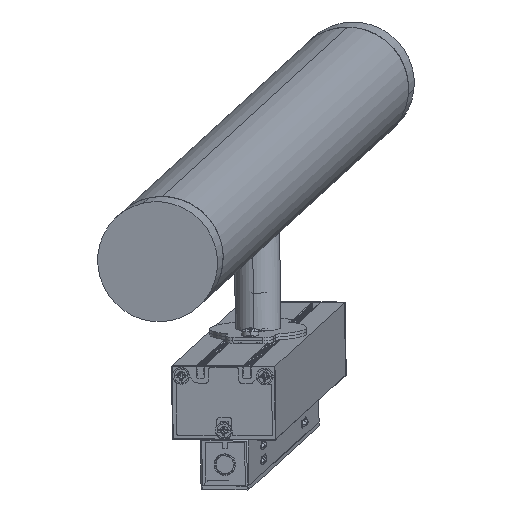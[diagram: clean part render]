
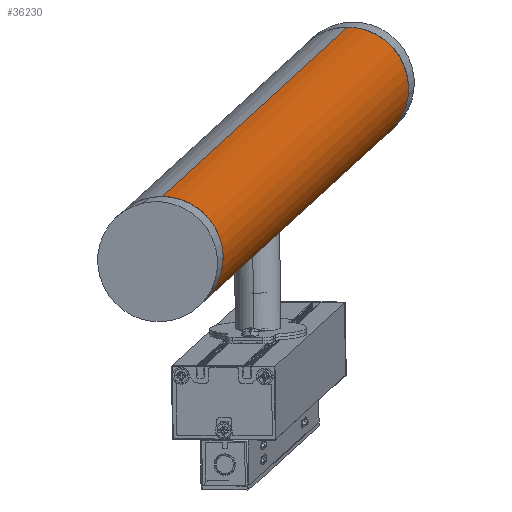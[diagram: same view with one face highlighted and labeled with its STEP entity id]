
A CAD part, left-side view. The second image highlights one B-rep face of the part: STEP entity #36230.
In plain terms, the highlighted cylindrical face has radius 20 mm (diameter 40 mm), a partial arc.
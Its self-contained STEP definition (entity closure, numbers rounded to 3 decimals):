
#3715 = EDGE_CURVE ( 'NONE', #7186, #54799, #47978, .T. ) ;
#3915 = CARTESIAN_POINT ( 'NONE',  ( 19.375, 4.959, 204.34 ) ) ;
#4287 = CARTESIAN_POINT ( 'NONE',  ( 19.96, 1.303, 209.838 ) ) ;
#4451 = CYLINDRICAL_SURFACE ( 'NONE', #43878, 20. ) ;
#5022 = CARTESIAN_POINT ( 'NONE',  ( 19.879, 2.218, 200.507 ) ) ;
#5419 = CARTESIAN_POINT ( 'NONE',  ( 19.524, 4.34, 207.505 ) ) ;
#5757 = LINE ( 'NONE', #68632, #13824 ) ;
#7186 = VERTEX_POINT ( 'NONE', #39359 ) ;
#7223 = ORIENTED_EDGE ( 'NONE', *, *, #14356, .T. ) ;
#7741 = B_SPLINE_CURVE_WITH_KNOTS ( 'NONE', 3,
 ( #38808, #56965, #73899, #39191, #67549, #5022, #62257, #74284, #34237, #44140, #68279, #45247, #67183, #39560, #50545, #55830, #3915, #28145, #61520, #9615, #33858, #32727, #57335, #51268, #5419, #22516, #27033, #50193, #21395, #15702, #33106, #56211, #4287, #73553, #21765, #74635 ),
 .UNSPECIFIED., .F., .F.,
 ( 4, 2, 2, 2, 2, 2, 2, 2, 2, 2, 2, 2, 2, 2, 2, 2, 2, 4 ),
 ( 0.016, 0.017, 0.018, 0.019, 0.02, 0.021, 0.022, 0.023, 0.023, 0.024, 0.025, 0.026, 0.026, 0.027, 0.028, 0.029, 0.03, 0.031 ),
 .UNSPECIFIED. ) ;
#8276 = AXIS2_PLACEMENT_3D ( 'NONE', #9716, #60892, #20763 ) ;
#8619 = EDGE_CURVE ( 'NONE', #10054, #44669, #7741, .T. ) ;
#9615 = CARTESIAN_POINT ( 'NONE',  ( 19.365, 5., 205.328 ) ) ;
#9716 = CARTESIAN_POINT ( 'NONE',  ( 0., 0., 9. ) ) ;
#10054 = VERTEX_POINT ( 'NONE', #45450 ) ;
#12589 = CARTESIAN_POINT ( 'NONE',  ( -20., 0., 401. ) ) ;
#12888 = ORIENTED_EDGE ( 'NONE', *, *, #8619, .F. ) ;
#13797 = CARTESIAN_POINT ( 'NONE',  ( 20., 0., 9. ) ) ;
#13824 = VECTOR ( 'NONE', #57668, 1000. ) ;
#14356 = EDGE_CURVE ( 'NONE', #7186, #44669, #53894, .T. ) ;
#14771 = VECTOR ( 'NONE', #44058, 1000. ) ;
#15702 = CARTESIAN_POINT ( 'NONE',  ( 19.844, 2.51, 209.337 ) ) ;
#19266 = CIRCLE ( 'NONE', #8276, 20. ) ;
#20212 = AXIS2_PLACEMENT_3D ( 'NONE', #40798, #20321, #49833 ) ;
#20321 = DIRECTION ( 'NONE',  ( 0., 0., 1. ) ) ;
#20763 = DIRECTION ( 'NONE',  ( -1., 0., 0. ) ) ;
#20942 = CARTESIAN_POINT ( 'NONE',  ( 20., 0., 410. ) ) ;
#21395 = CARTESIAN_POINT ( 'NONE',  ( 19.767, 3.055, 208.972 ) ) ;
#21765 = CARTESIAN_POINT ( 'NONE',  ( 20., 0.332, 210. ) ) ;
#22516 = CARTESIAN_POINT ( 'NONE',  ( 19.602, 3.975, 208.05 ) ) ;
#25275 = CARTESIAN_POINT ( 'NONE',  ( 20., 0., 210. ) ) ;
#26963 = VERTEX_POINT ( 'NONE', #27709 ) ;
#27033 = CARTESIAN_POINT ( 'NONE',  ( 19.643, 3.767, 208.304 ) ) ;
#27709 = CARTESIAN_POINT ( 'NONE',  ( -20., 0., 9. ) ) ;
#28145 = CARTESIAN_POINT ( 'NONE',  ( 19.367, 4.992, 204.667 ) ) ;
#32727 = CARTESIAN_POINT ( 'NONE',  ( 19.406, 4.84, 206.296 ) ) ;
#33106 = CARTESIAN_POINT ( 'NONE',  ( 19.878, 2.223, 209.49 ) ) ;
#33858 = CARTESIAN_POINT ( 'NONE',  ( 19.373, 4.968, 205.654 ) ) ;
#34237 = CARTESIAN_POINT ( 'NONE',  ( 19.727, 3.304, 201.233 ) ) ;
#35637 = EDGE_CURVE ( 'NONE', #10054, #44373, #5757, .T. ) ;
#36230 = ADVANCED_FACE ( 'NONE', ( #50361 ), #4451, .T. ) ;
#37372 = EDGE_LOOP ( 'NONE', ( #53735, #7223, #12888, #67750, #55506, #54486 ) ) ;
#38808 = CARTESIAN_POINT ( 'NONE',  ( 20., 0., 200. ) ) ;
#39191 = CARTESIAN_POINT ( 'NONE',  ( 19.96, 1.303, 200.161 ) ) ;
#39359 = CARTESIAN_POINT ( 'NONE',  ( 20., 0., 401. ) ) ;
#39560 = CARTESIAN_POINT ( 'NONE',  ( 19.43, 4.743, 203.384 ) ) ;
#40798 = CARTESIAN_POINT ( 'NONE',  ( 0., 0., 401. ) ) ;
#42540 = EDGE_CURVE ( 'NONE', #54799, #26963, #57299, .T. ) ;
#43878 = AXIS2_PLACEMENT_3D ( 'NONE', #68826, #45037, #67727 ) ;
#44058 = DIRECTION ( 'NONE',  ( 0., 0., -1. ) ) ;
#44140 = CARTESIAN_POINT ( 'NONE',  ( 19.644, 3.765, 201.693 ) ) ;
#44373 = VERTEX_POINT ( 'NONE', #13797 ) ;
#44669 = VERTEX_POINT ( 'NONE', #25275 ) ;
#45037 = DIRECTION ( 'NONE',  ( 0., 0., -1. ) ) ;
#45247 = CARTESIAN_POINT ( 'NONE',  ( 19.525, 4.336, 202.489 ) ) ;
#45450 = CARTESIAN_POINT ( 'NONE',  ( 20., 0., 200. ) ) ;
#47978 = CIRCLE ( 'NONE', #20212, 20. ) ;
#49833 = DIRECTION ( 'NONE',  ( 1., 0., 0. ) ) ;
#50193 = CARTESIAN_POINT ( 'NONE',  ( 19.726, 3.308, 208.763 ) ) ;
#50361 = FACE_OUTER_BOUND ( 'NONE', #37372, .T. ) ;
#50545 = CARTESIAN_POINT ( 'NONE',  ( 19.406, 4.839, 203.699 ) ) ;
#50883 = DIRECTION ( 'NONE',  ( 0., 0., -1. ) ) ;
#51268 = CARTESIAN_POINT ( 'NONE',  ( 19.489, 4.493, 207.218 ) ) ;
#53735 = ORIENTED_EDGE ( 'NONE', *, *, #3715, .F. ) ;
#53894 = LINE ( 'NONE', #20942, #14771 ) ;
#54486 = ORIENTED_EDGE ( 'NONE', *, *, #42540, .F. ) ;
#54799 = VERTEX_POINT ( 'NONE', #12589 ) ;
#55506 = ORIENTED_EDGE ( 'NONE', *, *, #70161, .F. ) ;
#55830 = CARTESIAN_POINT ( 'NONE',  ( 19.382, 4.935, 204.179 ) ) ;
#56211 = CARTESIAN_POINT ( 'NONE',  ( 19.936, 1.621, 209.741 ) ) ;
#56915 = VECTOR ( 'NONE', #50883, 1000. ) ;
#56965 = CARTESIAN_POINT ( 'NONE',  ( 20., 0.327, 200. ) ) ;
#57299 = LINE ( 'NONE', #68251, #56915 ) ;
#57335 = CARTESIAN_POINT ( 'NONE',  ( 19.43, 4.743, 206.615 ) ) ;
#57668 = DIRECTION ( 'NONE',  ( 0., 0., -1. ) ) ;
#60892 = DIRECTION ( 'NONE',  ( 0., 0., -1. ) ) ;
#61520 = CARTESIAN_POINT ( 'NONE',  ( 19.365, 5., 204.834 ) ) ;
#62257 = CARTESIAN_POINT ( 'NONE',  ( 19.844, 2.51, 200.663 ) ) ;
#67183 = CARTESIAN_POINT ( 'NONE',  ( 19.49, 4.49, 202.776 ) ) ;
#67549 = CARTESIAN_POINT ( 'NONE',  ( 19.937, 1.615, 200.257 ) ) ;
#67727 = DIRECTION ( 'NONE',  ( -1., 0., 0. ) ) ;
#67750 = ORIENTED_EDGE ( 'NONE', *, *, #35637, .T. ) ;
#68251 = CARTESIAN_POINT ( 'NONE',  ( -20., 0., 410. ) ) ;
#68279 = CARTESIAN_POINT ( 'NONE',  ( 19.602, 3.975, 201.949 ) ) ;
#68632 = CARTESIAN_POINT ( 'NONE',  ( 20., 0., 410. ) ) ;
#68826 = CARTESIAN_POINT ( 'NONE',  ( 0., 0., 410. ) ) ;
#70161 = EDGE_CURVE ( 'NONE', #26963, #44373, #19266, .T. ) ;
#73553 = CARTESIAN_POINT ( 'NONE',  ( 19.992, 0.659, 209.967 ) ) ;
#73899 = CARTESIAN_POINT ( 'NONE',  ( 19.992, 0.653, 200.032 ) ) ;
#74284 = CARTESIAN_POINT ( 'NONE',  ( 19.768, 3.053, 201.027 ) ) ;
#74635 = CARTESIAN_POINT ( 'NONE',  ( 20., 0., 210. ) ) ;
